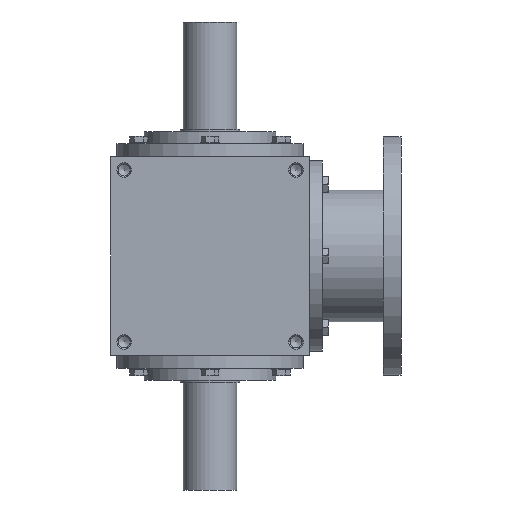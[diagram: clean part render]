
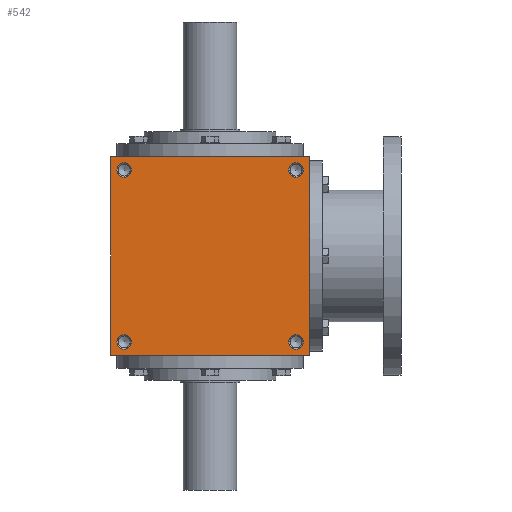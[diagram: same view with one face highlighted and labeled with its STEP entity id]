
A CAD part, front view. The second image highlights one B-rep face of the part: STEP entity #542.
In plain terms, the highlighted planar face has unit normal (0, -1, 0).
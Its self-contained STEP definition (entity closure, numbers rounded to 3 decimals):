
#542 = ADVANCED_FACE( '', ( #1089, #1090, #1091, #1092, #1093 ), #1094, .F. );
#1089 = FACE_BOUND( '', #1820, .T. );
#1090 = FACE_BOUND( '', #1821, .T. );
#1091 = FACE_BOUND( '', #1822, .T. );
#1092 = FACE_BOUND( '', #1823, .T. );
#1093 = FACE_OUTER_BOUND( '', #1824, .T. );
#1094 = PLANE( '', #1825 );
#1820 = EDGE_LOOP( '', ( #2682 ) );
#1821 = EDGE_LOOP( '', ( #2683 ) );
#1822 = EDGE_LOOP( '', ( #2684 ) );
#1823 = EDGE_LOOP( '', ( #2685 ) );
#1824 = EDGE_LOOP( '', ( #2686, #2687, #2688, #2689 ) );
#1825 = AXIS2_PLACEMENT_3D( '', #2690, #2691, #2692 );
#2682 = ORIENTED_EDGE( '', *, *, #3914, .T. );
#2683 = ORIENTED_EDGE( '', *, *, #3915, .T. );
#2684 = ORIENTED_EDGE( '', *, *, #3817, .F. );
#2685 = ORIENTED_EDGE( '', *, *, #3916, .F. );
#2686 = ORIENTED_EDGE( '', *, *, #3917, .T. );
#2687 = ORIENTED_EDGE( '', *, *, #3918, .F. );
#2688 = ORIENTED_EDGE( '', *, *, #3919, .F. );
#2689 = ORIENTED_EDGE( '', *, *, #3920, .T. );
#2690 = CARTESIAN_POINT( '', ( -83., -83., 83. ) );
#2691 = DIRECTION( '', ( 0., 1., 0. ) );
#2692 = DIRECTION( '', ( 0., 0., 1. ) );
#3817 = EDGE_CURVE( '', #4377, #4377, #4378, .T. );
#3914 = EDGE_CURVE( '', #4535, #4535, #4536, .T. );
#3915 = EDGE_CURVE( '', #4537, #4537, #4538, .T. );
#3916 = EDGE_CURVE( '', #4539, #4539, #4540, .T. );
#3917 = EDGE_CURVE( '', #4541, #4542, #4543, .T. );
#3918 = EDGE_CURVE( '', #4544, #4542, #4545, .T. );
#3919 = EDGE_CURVE( '', #4546, #4544, #4547, .T. );
#3920 = EDGE_CURVE( '', #4546, #4541, #4548, .T. );
#4377 = VERTEX_POINT( '', #5135 );
#4378 = CIRCLE( '', #5136, 6. );
#4535 = VERTEX_POINT( '', #5299 );
#4536 = CIRCLE( '', #5300, 6. );
#4537 = VERTEX_POINT( '', #5301 );
#4538 = CIRCLE( '', #5302, 6. );
#4539 = VERTEX_POINT( '', #5303 );
#4540 = CIRCLE( '', #5304, 6. );
#4541 = VERTEX_POINT( '', #5305 );
#4542 = VERTEX_POINT( '', #5306 );
#4543 = LINE( '', #5307, #5308 );
#4544 = VERTEX_POINT( '', #5309 );
#4545 = LINE( '', #5310, #5311 );
#4546 = VERTEX_POINT( '', #5312 );
#4547 = LINE( '', #5313, #5314 );
#4548 = LINE( '', #5315, #5316 );
#5135 = CARTESIAN_POINT( '', ( 72., -83., -78. ) );
#5136 = AXIS2_PLACEMENT_3D( '', #6135, #6136, #6137 );
#5299 = CARTESIAN_POINT( '', ( -72., -83., -66. ) );
#5300 = AXIS2_PLACEMENT_3D( '', #6330, #6331, #6332 );
#5301 = CARTESIAN_POINT( '', ( -72., -83., 78. ) );
#5302 = AXIS2_PLACEMENT_3D( '', #6333, #6334, #6335 );
#5303 = CARTESIAN_POINT( '', ( 72., -83., 66. ) );
#5304 = AXIS2_PLACEMENT_3D( '', #6336, #6337, #6338 );
#5305 = CARTESIAN_POINT( '', ( -83., -83., -83. ) );
#5306 = CARTESIAN_POINT( '', ( 83., -83., -83. ) );
#5307 = CARTESIAN_POINT( '', ( -83., -83., -83. ) );
#5308 = VECTOR( '', #6339, 1000. );
#5309 = CARTESIAN_POINT( '', ( 83., -83., 83. ) );
#5310 = CARTESIAN_POINT( '', ( 83., -83., 83. ) );
#5311 = VECTOR( '', #6340, 1000. );
#5312 = CARTESIAN_POINT( '', ( -83., -83., 83. ) );
#5313 = CARTESIAN_POINT( '', ( -83., -83., 83. ) );
#5314 = VECTOR( '', #6341, 1000. );
#5315 = CARTESIAN_POINT( '', ( -83., -83., 83. ) );
#5316 = VECTOR( '', #6342, 1000. );
#6135 = CARTESIAN_POINT( '', ( 72., -83., -72. ) );
#6136 = DIRECTION( '', ( 0., -1., 0. ) );
#6137 = DIRECTION( '', ( 0., 0., -1. ) );
#6330 = CARTESIAN_POINT( '', ( -72., -83., -72. ) );
#6331 = DIRECTION( '', ( 0., 1., 0. ) );
#6332 = DIRECTION( '', ( 0., 0., 1. ) );
#6333 = CARTESIAN_POINT( '', ( -72., -83., 72. ) );
#6334 = DIRECTION( '', ( 0., 1., 0. ) );
#6335 = DIRECTION( '', ( 0., 0., 1. ) );
#6336 = CARTESIAN_POINT( '', ( 72., -83., 72. ) );
#6337 = DIRECTION( '', ( 0., -1., 0. ) );
#6338 = DIRECTION( '', ( 0., 0., -1. ) );
#6339 = DIRECTION( '', ( 1., 0., 0. ) );
#6340 = DIRECTION( '', ( 0., 0., -1. ) );
#6341 = DIRECTION( '', ( 1., 0., 0. ) );
#6342 = DIRECTION( '', ( 0., 0., -1. ) );
